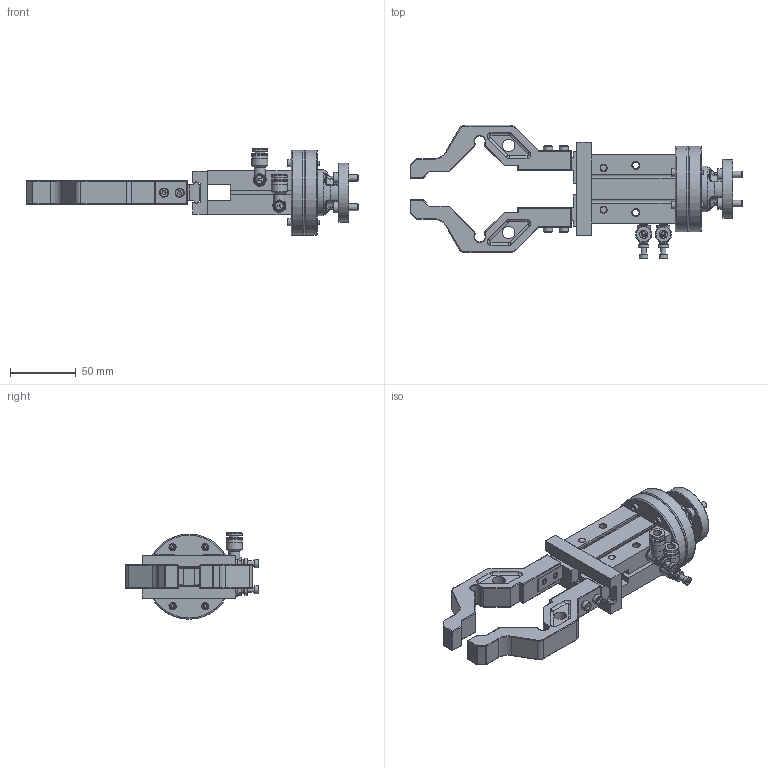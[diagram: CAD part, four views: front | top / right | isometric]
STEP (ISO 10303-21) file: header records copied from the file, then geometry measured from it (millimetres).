
FILE_DESCRIPTION(/* description */ (''),/* implementation_level */ '2;1');
FILE_NAME(/* name */ 'exported_model.step',/* time_stamp */ '2024-05-26T11:40:23+05:30',/* author */ (''),/* organization */ (''),/* preprocessor_version */ 'ST-DEVELOPER v20',/* originating_system */ 'Autodesk Translation Framework v13.14.0.145',/* authorisation */ '');
FILE_SCHEMA (('AUTOMOTIVE_DESIGN { 1 0 10303 214 3 1 1 }'));
Length unit declared in the file: millimetre
Products named in the file (17): Air gripper HFZ25(CL)+(); HFZ23(CL); HFZ25(CL)_fr; HFZ25(CL)_fl; HFZ25(CL)_body; Gripper jaw; Gripper mount plate^Air gripper HFZ25(CL)+(); Robot mount flange; Component16; Copy of Gripper mount plate^Air gripper HFZ25(CL)+(); Hex_Bolt_M4_20; Hex_Bolt_M3; Flange mount extender; Hex_Bolt_M5; Hex_Bolt_M4_26; PSL6M5A; Hex_Bolt_M4_15
Assembly tree (29 placements, depth 3):
  Air gripper HFZ25(CL)+()
    HFZ23(CL)
      HFZ25(CL)_fr
      HFZ25(CL)_fl
      HFZ25(CL)_body
    Gripper jaw  x2
    Gripper mount plate^Air gripper HFZ25(CL)+()
    Robot mount flange
      Component16
    Copy of Gripper mount plate^Air gripper HFZ25(CL)+()
    Hex_Bolt_M4_20  x2
    Hex_Bolt_M3  x4
    Flange mount extender
    Hex_Bolt_M5  x4
    Hex_Bolt_M4_26  x2
    PSL6M5A  x2
    Hex_Bolt_M4_15  x4
Bounding box: 253.28 x 101.59 x 66 mm (x, y, z)
Volume: 283351.2 mm3; surface area: 94065.3 mm2
Topology: 27 solids, 27 shells, 1065 faces, 2487 edges, 1498 vertices
Faces by surface type: plane 514, cylinder 287, cone 134, torus 60, sphere 38, bspline 32
Full cylindrical faces by diameter (mm): 0.5 x2, 2.5 x2, 3 x4, 3.5 x8, 4 x14, 4.134 x6, 4.3 x4, 4.5 x7, 4.917 x8, 5 x8, 5.5 x8, 6 x2, 6.02 x4, 6.4 x4, 6.5 x2, 7 x10, 7.7 x2, 7.8 x2, 8 x2, 8.5 x8, 8.6 x2, 9.534 x2, 10 x2, 11.7 x2, 11.9 x4, 12.5 x2, 22 x1, 26 x1, 35 x1, 45 x1
Entity records: 19762 total; most frequent: CARTESIAN_POINT 4702, DIRECTION 3242, ORIENTED_EDGE 2890, EDGE_CURVE 1445, AXIS2_PLACEMENT_3D 1230, VERTEX_POINT 901, LINE 782, VECTOR 782
